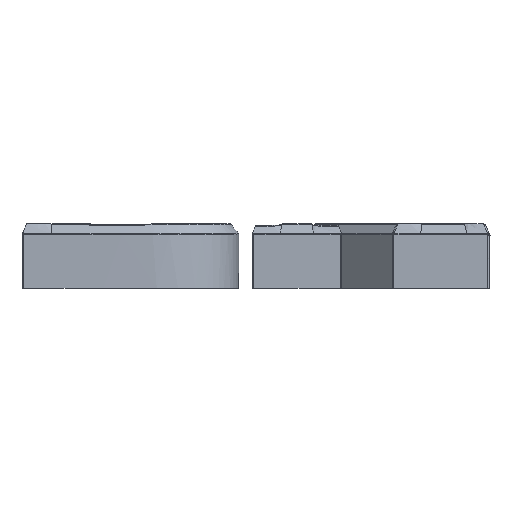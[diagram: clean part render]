
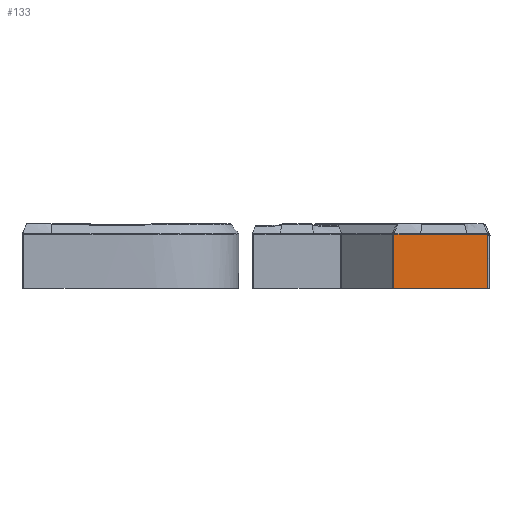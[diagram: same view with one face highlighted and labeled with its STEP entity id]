
A CAD part, front view. The second image highlights one B-rep face of the part: STEP entity #133.
In plain terms, the highlighted free-form (B-spline) face has degree [3, 1] with [4, 2] control points.
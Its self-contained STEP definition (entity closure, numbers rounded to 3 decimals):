
#133=ADVANCED_FACE('',(#350),#3763,.T.);
#350=FACE_OUTER_BOUND('',#567,.T.);
#567=EDGE_LOOP('',(#1286,#1287,#1288,#1289,#1290,#1291));
#1286=ORIENTED_EDGE('',*,*,#2142,.T.);
#1287=ORIENTED_EDGE('',*,*,#2112,.F.);
#1288=ORIENTED_EDGE('',*,*,#2117,.F.);
#1289=ORIENTED_EDGE('',*,*,#1923,.F.);
#1290=ORIENTED_EDGE('',*,*,#1826,.F.);
#1291=ORIENTED_EDGE('',*,*,#2144,.F.);
#1826=EDGE_CURVE('',#3217,#3216,#2804,.T.);
#1923=EDGE_CURVE('',#3216,#3383,#2534,.T.);
#2112=EDGE_CURVE('',#3375,#3395,#2977,.T.);
#2117=EDGE_CURVE('',#3383,#3375,#2982,.T.);
#2142=EDGE_CURVE('',#3398,#3395,#2998,.T.);
#2144=EDGE_CURVE('',#3398,#3217,#2621,.T.);
#2534=(
BOUNDED_CURVE()
B_SPLINE_CURVE(3,(#13297,#13298,#13299,#13300,#13301,#13302,#13303,#13304,
#13305,#13306,#13307,#13308,#13309,#13310,#13311,#13312),.UNSPECIFIED.,
 .F.,.F.)
B_SPLINE_CURVE_WITH_KNOTS((4,3,3,3,3,4),(-0.015,-0.013,
1.102,2.221,3.339,4.185),
 .UNSPECIFIED.)
CURVE()
GEOMETRIC_REPRESENTATION_ITEM()
RATIONAL_B_SPLINE_CURVE((1.,1.,1.,1.,1.,1.,1.,1.,
1.,1.,1.,1.,1.,1.,1.,1.))
REPRESENTATION_ITEM('')
);
#2621=(
BOUNDED_CURVE()
B_SPLINE_CURVE(3,(#15531,#15532,#15533,#15534,#15535,#15536,#15537,#15538,
#15539,#15540,#15541,#15542,#15543,#15544,#15545,#15546),.UNSPECIFIED.,
 .F.,.F.)
B_SPLINE_CURVE_WITH_KNOTS((4,3,3,3,3,4),(0.3,1.423,
2.821,4.219,5.613,5.615),
 .UNSPECIFIED.)
CURVE()
GEOMETRIC_REPRESENTATION_ITEM()
RATIONAL_B_SPLINE_CURVE((1.,1.,1.,1.,1.,1.,1.,1.,1.,1.,1.,1.,1.,1.,1.,1.))
REPRESENTATION_ITEM('')
);
#2804=B_SPLINE_CURVE_WITH_KNOTS('',3,(#11951,#11952,#11953,#11954),
 .UNSPECIFIED.,.F.,.F.,(4,4),(0.012,9.187),
 .UNSPECIFIED.);
#2977=B_SPLINE_CURVE_WITH_KNOTS('',3,(#15293,#15294,#15295,#15296),
 .UNSPECIFIED.,.F.,.F.,(4,4),(775.595,794.285),
 .UNSPECIFIED.);
#2982=B_SPLINE_CURVE_WITH_KNOTS('',1,(#15329,#15330),.UNSPECIFIED.,.F.,
 .F.,(2,2),(0.,10.795),.UNSPECIFIED.);
#2998=B_SPLINE_CURVE_WITH_KNOTS('',1,(#15525,#15526),.UNSPECIFIED.,.F.,
 .F.,(2,2),(-0.001,10.797),.UNSPECIFIED.);
#3216=VERTEX_POINT('',#11526);
#3217=VERTEX_POINT('',#11527);
#3375=VERTEX_POINT('',#11685);
#3383=VERTEX_POINT('',#11693);
#3395=VERTEX_POINT('',#11705);
#3398=VERTEX_POINT('',#11708);
#3763=B_SPLINE_SURFACE_WITH_KNOTS('',3,1,((#10929,#10930),(#10931,#10932),
(#10933,#10934),(#10935,#10936)),.UNSPECIFIED.,.F.,.F.,.F.,(4,4),(2,2),
(-320.764,-301.475),(0.,1.),.UNSPECIFIED.);
#10929=CARTESIAN_POINT('',(27.211,-27.811,-10.86));
#10930=CARTESIAN_POINT('',(27.211,-27.811,0.));
#10931=CARTESIAN_POINT('',(33.641,-27.811,-10.86));
#10932=CARTESIAN_POINT('',(33.641,-27.811,0.));
#10933=CARTESIAN_POINT('',(40.07,-27.811,-10.86));
#10934=CARTESIAN_POINT('',(40.07,-27.811,0.));
#10935=CARTESIAN_POINT('',(46.5,-27.811,-10.86));
#10936=CARTESIAN_POINT('',(46.5,-27.811,0.));
#11526=CARTESIAN_POINT('',(42.001,-27.811,-0.105));
#11527=CARTESIAN_POINT('',(32.826,-27.811,-0.105));
#11685=CARTESIAN_POINT('',(46.201,-27.811,-10.86));
#11693=CARTESIAN_POINT('',(46.201,-27.811,-0.066));
#11705=CARTESIAN_POINT('',(27.511,-27.811,-10.86));
#11708=CARTESIAN_POINT('',(27.511,-27.811,-0.062));
#11951=CARTESIAN_POINT('',(32.826,-27.811,-0.105));
#11952=CARTESIAN_POINT('',(35.884,-27.811,-0.105));
#11953=CARTESIAN_POINT('',(38.943,-27.811,-0.105));
#11954=CARTESIAN_POINT('',(42.001,-27.811,-0.105));
#13297=CARTESIAN_POINT('',(42.001,-27.811,-0.105));
#13298=CARTESIAN_POINT('',(42.002,-27.811,-0.105));
#13299=CARTESIAN_POINT('',(42.002,-27.811,-0.105));
#13300=CARTESIAN_POINT('',(42.003,-27.811,-0.105));
#13301=CARTESIAN_POINT('',(42.375,-27.811,-0.097));
#13302=CARTESIAN_POINT('',(42.747,-27.811,-0.09));
#13303=CARTESIAN_POINT('',(43.119,-27.811,-0.085));
#13304=CARTESIAN_POINT('',(43.491,-27.811,-0.079));
#13305=CARTESIAN_POINT('',(43.864,-27.811,-0.075));
#13306=CARTESIAN_POINT('',(44.237,-27.811,-0.072));
#13307=CARTESIAN_POINT('',(44.61,-27.811,-0.069));
#13308=CARTESIAN_POINT('',(44.983,-27.811,-0.068));
#13309=CARTESIAN_POINT('',(45.355,-27.811,-0.067));
#13310=CARTESIAN_POINT('',(45.637,-27.811,-0.066));
#13311=CARTESIAN_POINT('',(45.919,-27.811,-0.066));
#13312=CARTESIAN_POINT('',(46.201,-27.811,-0.066));
#15293=CARTESIAN_POINT('',(46.201,-27.811,-10.86));
#15294=CARTESIAN_POINT('',(39.971,-27.811,-10.86));
#15295=CARTESIAN_POINT('',(33.741,-27.811,-10.86));
#15296=CARTESIAN_POINT('',(27.511,-27.811,-10.86));
#15329=CARTESIAN_POINT('',(46.201,-27.811,-0.066));
#15330=CARTESIAN_POINT('',(46.201,-27.811,-10.86));
#15525=CARTESIAN_POINT('',(27.511,-27.811,-0.062));
#15526=CARTESIAN_POINT('',(27.511,-27.811,-10.86));
#15531=CARTESIAN_POINT('',(27.511,-27.811,-0.062));
#15532=CARTESIAN_POINT('',(27.886,-27.811,-0.062));
#15533=CARTESIAN_POINT('',(28.26,-27.811,-0.062));
#15534=CARTESIAN_POINT('',(28.634,-27.811,-0.063));
#15535=CARTESIAN_POINT('',(29.1,-27.811,-0.064));
#15536=CARTESIAN_POINT('',(29.566,-27.811,-0.065));
#15537=CARTESIAN_POINT('',(30.032,-27.811,-0.068));
#15538=CARTESIAN_POINT('',(30.498,-27.811,-0.071));
#15539=CARTESIAN_POINT('',(30.964,-27.811,-0.076));
#15540=CARTESIAN_POINT('',(31.43,-27.811,-0.082));
#15541=CARTESIAN_POINT('',(31.895,-27.811,-0.088));
#15542=CARTESIAN_POINT('',(32.359,-27.811,-0.096));
#15543=CARTESIAN_POINT('',(32.824,-27.811,-0.105));
#15544=CARTESIAN_POINT('',(32.825,-27.811,-0.105));
#15545=CARTESIAN_POINT('',(32.826,-27.811,-0.105));
#15546=CARTESIAN_POINT('',(32.826,-27.811,-0.105));
